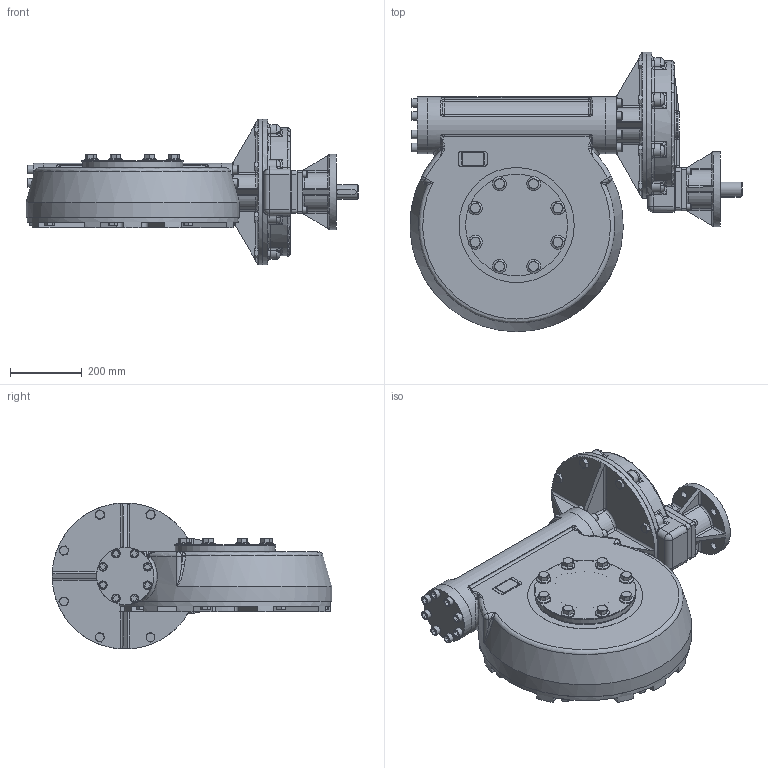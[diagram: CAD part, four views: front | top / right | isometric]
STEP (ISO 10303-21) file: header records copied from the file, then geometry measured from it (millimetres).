
FILE_DESCRIPTION(/* description */ ('Unknown'),/* implementation_level */ '2;1');
FILE_NAME(/* name */ 'PUB-MTW9IR2-F16-F30',/* time_stamp */ '2015-12-09T15:13:40+00:00',/* author */ ('Unknown'),/* organization */ ('Unknown'),/* preprocessor_version */ 'ST-DEVELOPER v16',/* originating_system */ 'DEX',/* authorisation */ $);
FILE_SCHEMA (('AUTOMOTIVE_DESIGN {1 0 10303 214 3 1 1}'));
Products named in the file (1): PUB-MTW9IR2-F16-F30
Bounding box: 928.11 x 781.45 x 408 mm (x, y, z)
Surface area: 1997049.3 mm2 (no closed solid volume)
Topology: 0 solids, 59 shells, 1144 faces, 2911 edges, 1769 vertices
Faces by surface type: plane 468, cylinder 255, cone 190, bspline 96, torus 77, sphere 58
Full cylindrical faces by diameter (mm): 16.5 x8, 17.294 x8, 18 x4, 20.5 x4, 24 x16, 39 x8, 40 x1, 50 x1, 130 x1, 160 x3, 210 x1, 220.1 x1, 280 x1, 285 x1, 322 x1, 408 x1, 590 x1
Entity records: 53274 total; most frequent: CARTESIAN_POINT 26364, DIRECTION 5175, ORIENTED_EDGE 5057, EDGE_CURVE 2688, AXIS2_PLACEMENT_3D 2050, VERTEX_POINT 1731, FACE_BOUND 1363, EDGE_LOOP 1355
